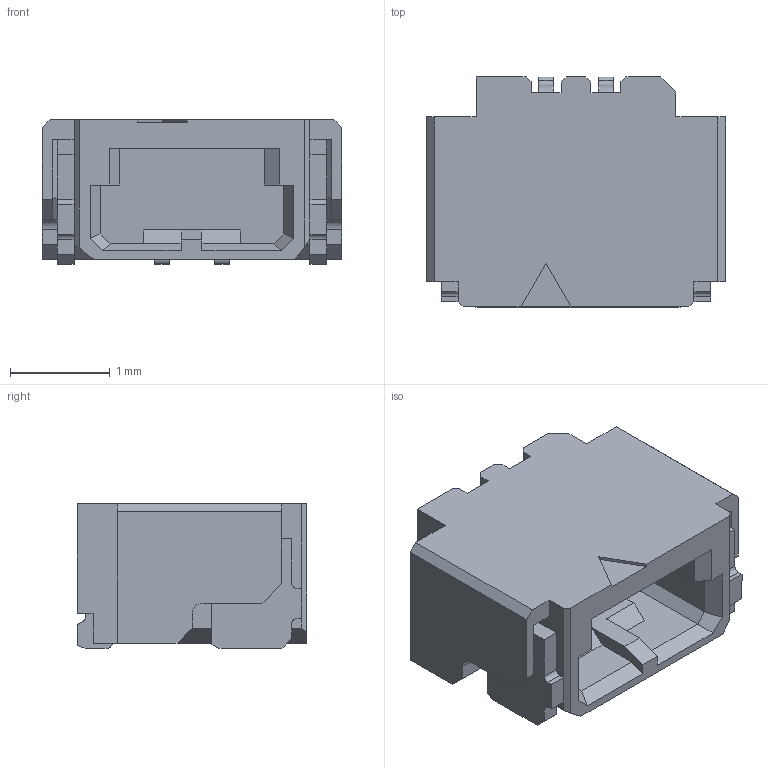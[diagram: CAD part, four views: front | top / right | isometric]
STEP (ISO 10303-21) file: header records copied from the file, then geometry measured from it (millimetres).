
FILE_DESCRIPTION (( 'STEP AP214' ), '1' );
FILE_NAME ('DF53-2S-0.6H ASS''Y_Cus3D.STEP', '2022-04-27T12:51:30', ( '' ), ( '' ), 'SwSTEP 2.0', 'SolidWorks 2019', '' );
FILE_SCHEMA (( 'AUTOMOTIVE_DESIGN' ));
Length unit declared in the file: millimetre
Products named in the file (1): DF53-2S-0.6H ASS''Y_Cus3D
Bounding box: 3 x 2.3 x 1.45 mm (x, y, z)
Volume: 5.9 mm3; surface area: 38.5 mm2
Topology: 1 solids, 1 shells, 180 faces, 514 edges, 337 vertices
Faces by surface type: plane 155, cylinder 25
Entity records: 7733 total; most frequent: CARTESIAN_POINT 1044, ORIENTED_EDGE 1028, DIRECTION 921, EDGE_CURVE 514, VECTOR 461, LINE 461, VERTEX_POINT 337, AXIS2_PLACEMENT_3D 230
